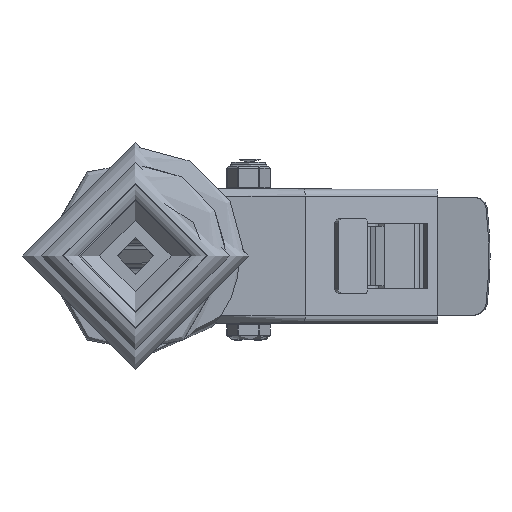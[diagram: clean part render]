
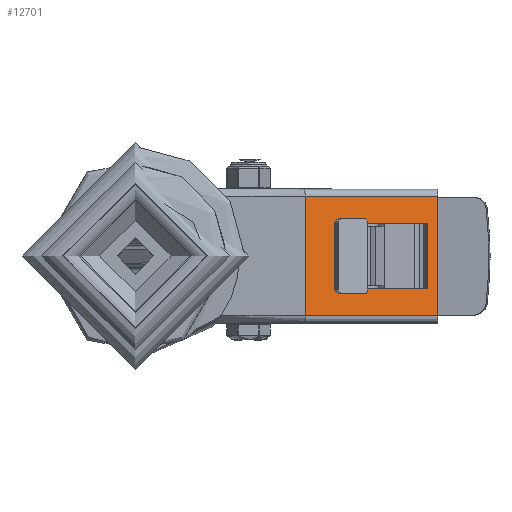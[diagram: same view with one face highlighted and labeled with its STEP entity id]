
A CAD part, top view. The second image highlights one B-rep face of the part: STEP entity #12701.
In plain terms, the highlighted planar face has unit normal (0.459, 0, 0.888).
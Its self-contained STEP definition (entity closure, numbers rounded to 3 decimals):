
#517=FACE_BOUND('',#4325,.T.);
#672=PLANE('',#13843);
#1479=LINE('',#19977,#2559);
#1485=LINE('',#19992,#2565);
#1494=LINE('',#20024,#2574);
#1497=LINE('',#20030,#2577);
#1500=LINE('',#20036,#2580);
#1503=LINE('',#20040,#2583);
#1517=LINE('',#20096,#2597);
#1533=LINE('',#20191,#2613);
#2559=VECTOR('',#15917,1000.);
#2565=VECTOR('',#15933,1000.);
#2574=VECTOR('',#15960,1000.);
#2577=VECTOR('',#15965,1000.);
#2580=VECTOR('',#15970,1000.);
#2583=VECTOR('',#15975,1000.);
#2597=VECTOR('',#16011,1000.);
#2613=VECTOR('',#16037,1000.);
#3572=FACE_OUTER_BOUND('',#4324,.T.);
#4324=EDGE_LOOP('',(#9830,#9831,#9832,#9833));
#4325=EDGE_LOOP('',(#9834,#9835,#9836,#9837));
#5864=VERTEX_POINT('',#19971);
#5866=VERTEX_POINT('',#19975);
#5867=VERTEX_POINT('',#19982);
#5869=VERTEX_POINT('',#19988);
#5883=VERTEX_POINT('',#20021);
#5884=VERTEX_POINT('',#20023);
#5886=VERTEX_POINT('',#20029);
#5888=VERTEX_POINT('',#20035);
#7272=EDGE_CURVE('',#5866,#5864,#1479,.T.);
#7280=EDGE_CURVE('',#5867,#5869,#1485,.T.);
#7294=EDGE_CURVE('',#5884,#5883,#1494,.T.);
#7297=EDGE_CURVE('',#5886,#5884,#1497,.T.);
#7300=EDGE_CURVE('',#5888,#5886,#1500,.T.);
#7303=EDGE_CURVE('',#5883,#5888,#1503,.T.);
#7323=EDGE_CURVE('',#5866,#5869,#1517,.F.);
#7351=EDGE_CURVE('',#5864,#5867,#1533,.T.);
#9830=ORIENTED_EDGE('',*,*,#7280,.F.);
#9831=ORIENTED_EDGE('',*,*,#7351,.F.);
#9832=ORIENTED_EDGE('',*,*,#7272,.F.);
#9833=ORIENTED_EDGE('',*,*,#7323,.T.);
#9834=ORIENTED_EDGE('',*,*,#7300,.T.);
#9835=ORIENTED_EDGE('',*,*,#7297,.T.);
#9836=ORIENTED_EDGE('',*,*,#7294,.T.);
#9837=ORIENTED_EDGE('',*,*,#7303,.T.);
#12701=ADVANCED_FACE('',(#3572,#517),#672,.T.);
#13843=AXIS2_PLACEMENT_3D('',#20190,#16035,#16036);
#15917=DIRECTION('',(-0.888,0.,0.459));
#15933=DIRECTION('',(0.888,0.,-0.459));
#15960=DIRECTION('',(0.,-1.,0.));
#15965=DIRECTION('',(0.888,0.,-0.459));
#15970=DIRECTION('',(0.,1.,0.));
#15975=DIRECTION('',(-0.888,0.,0.459));
#16011=DIRECTION('',(0.,-1.,0.));
#16035=DIRECTION('center_axis',(0.459,0.,0.888));
#16036=DIRECTION('ref_axis',(-0.888,0.,0.459));
#16037=DIRECTION('',(0.,1.,0.));
#19971=CARTESIAN_POINT('',(57.,-20.,-4.));
#19975=CARTESIAN_POINT('',(101.5,-20.,-27.));
#19977=CARTESIAN_POINT('',(60.146,-20.,-5.626));
#19982=CARTESIAN_POINT('',(57.,20.,-4.));
#19988=CARTESIAN_POINT('',(101.5,20.,-27.));
#19992=CARTESIAN_POINT('',(60.146,20.,-5.626));
#20021=CARTESIAN_POINT('',(97.947,-11.,-25.163));
#20023=CARTESIAN_POINT('',(97.947,11.,-25.163));
#20024=CARTESIAN_POINT('',(97.947,0.,-25.163));
#20029=CARTESIAN_POINT('',(76.626,11.,-14.144));
#20030=CARTESIAN_POINT('',(83.268,11.,-17.577));
#20035=CARTESIAN_POINT('',(76.626,-11.,-14.144));
#20036=CARTESIAN_POINT('',(76.626,0.,-14.144));
#20040=CARTESIAN_POINT('',(83.268,-11.,-17.577));
#20096=CARTESIAN_POINT('',(101.5,0.,-27.));
#20190=CARTESIAN_POINT('Origin',(79.25,0.,-15.5));
#20191=CARTESIAN_POINT('',(57.,0.,-4.));
